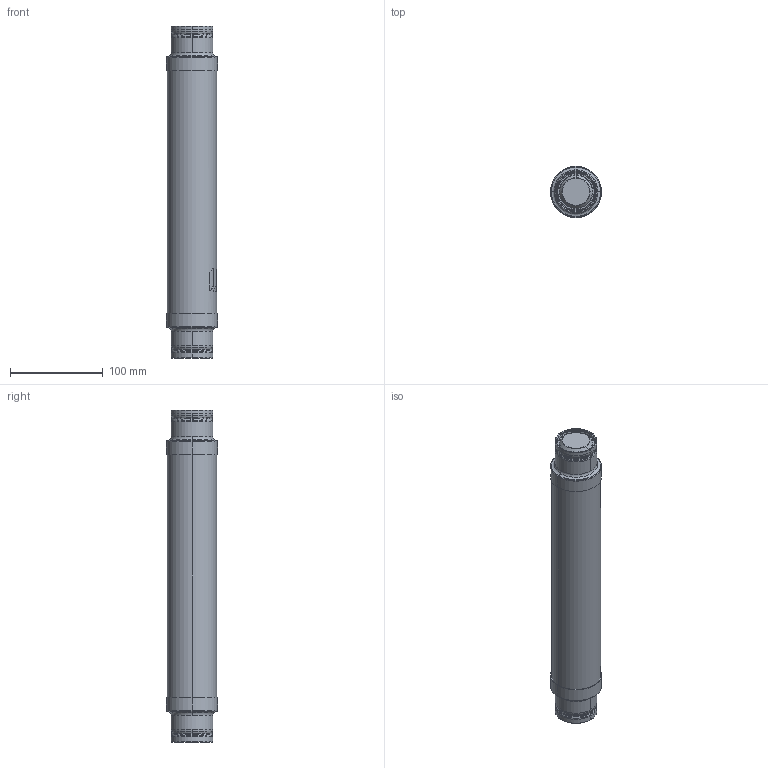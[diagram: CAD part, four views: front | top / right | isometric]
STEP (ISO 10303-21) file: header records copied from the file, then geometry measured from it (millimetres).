
FILE_DESCRIPTION((''),'2;1');
FILE_NAME('ASM01041123_ASM','2021-07-08T',('marketing.praksa'),('Audax d.o.o.'),'CREO PARAMETRIC BY PTC INC, 2017480','CREO PARAMETRIC BY PTC INC, 2017480','');
FILE_SCHEMA(('AUTOMOTIVE_DESIGN { 1 0 10303 214 1 1 1 1 }'));
Length unit declared in the file: millimetre
Products named in the file (4): 292KAPICE; PRT9537; VVLOGO; ASM01041123_ASM
Assembly tree (3 placements, depth 2):
  ASM01041123_ASM
    292KAPICE
    PRT9537
    VVLOGO
Bounding box: 55 x 55 x 358 mm (x, y, z)
Volume: 748012.6 mm3; surface area: 81872.5 mm2
Topology: 6 solids, 7 shells, 231 faces, 591 edges, 378 vertices
Faces by surface type: torus 88, cylinder 71, plane 64, cone 8
Entity records: 11127 total; most frequent: CARTESIAN_POINT 1597, DIRECTION 1337, ORIENTED_EDGE 1182, PRESENTATION_STYLE_ASSIGNMENT 828, STYLED_ITEM 828, CURVE_STYLE 591, EDGE_CURVE 591, AXIS2_PLACEMENT_3D 575
